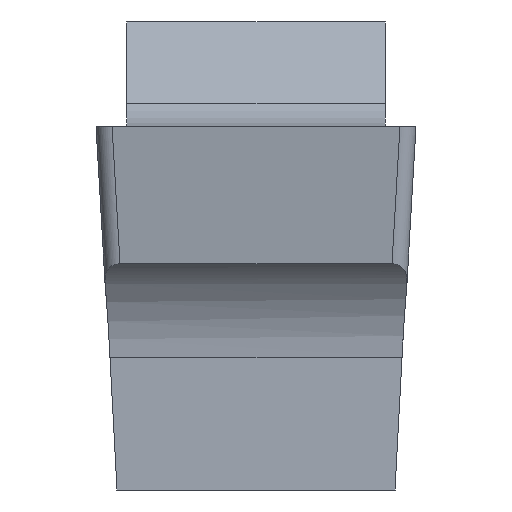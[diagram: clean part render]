
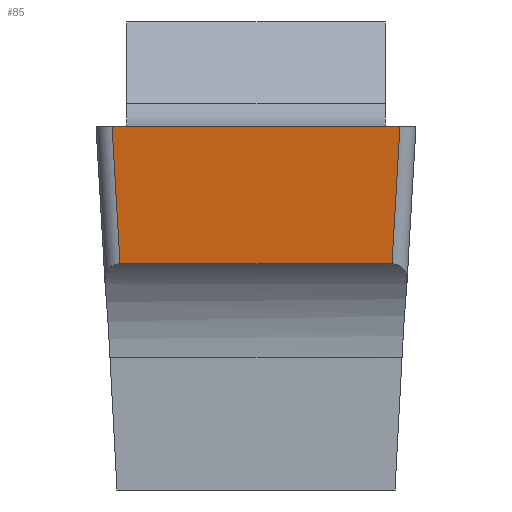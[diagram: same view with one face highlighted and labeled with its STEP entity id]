
A CAD part, front view. The second image highlights one B-rep face of the part: STEP entity #85.
In plain terms, the highlighted planar face has unit normal (0, -0.993, -0.122).
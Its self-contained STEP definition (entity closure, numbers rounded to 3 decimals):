
#85=ADVANCED_FACE('HEAD_NEUTRAL_UDF_SU2',(#149),#117,.F.);
#117=PLANE('',#880);
#149=FACE_OUTER_BOUND('',#189,.T.);
#189=EDGE_LOOP('',(#525,#526,#527,#528));
#264=LINE('',#1351,#342);
#272=LINE('',#1419,#350);
#273=LINE('',#1421,#351);
#274=LINE('',#1423,#352);
#342=VECTOR('',#1017,1.);
#350=VECTOR('',#1055,1.);
#351=VECTOR('',#1056,1.);
#352=VECTOR('',#1057,1.);
#525=ORIENTED_EDGE('',*,*,#763,.T.);
#526=ORIENTED_EDGE('',*,*,#764,.T.);
#527=ORIENTED_EDGE('',*,*,#765,.T.);
#528=ORIENTED_EDGE('',*,*,#748,.F.);
#653=VERTEX_POINT('',#1350);
#654=VERTEX_POINT('',#1352);
#659=VERTEX_POINT('',#1420);
#660=VERTEX_POINT('',#1422);
#748=EDGE_CURVE('',#653,#654,#264,.T.);
#763=EDGE_CURVE('',#653,#659,#272,.T.);
#764=EDGE_CURVE('',#659,#660,#273,.T.);
#765=EDGE_CURVE('',#660,#654,#274,.T.);
#880=AXIS2_PLACEMENT_3D('',#1424,#1058,#1059);
#1017=DIRECTION('',(1.,0.,0.));
#1055=DIRECTION('',(0.057,0.122,-0.991));
#1056=DIRECTION('',(1.,0.,0.));
#1057=DIRECTION('',(0.057,-0.122,0.991));
#1058=DIRECTION('',(0.,0.993,0.122));
#1059=DIRECTION('',(-0.057,0.122,-0.991));
#1350=CARTESIAN_POINT('',(-1.781,-0.4,0.));
#1351=CARTESIAN_POINT('',(0.,-0.4,0.));
#1352=CARTESIAN_POINT('',(1.781,-0.4,0.));
#1419=CARTESIAN_POINT('',(-1.64,-0.1,-2.447));
#1420=CARTESIAN_POINT('',(-1.683,-0.192,-1.696));
#1421=CARTESIAN_POINT('',(10.,-0.192,-1.696));
#1422=CARTESIAN_POINT('',(1.683,-0.192,-1.696));
#1423=CARTESIAN_POINT('',(1.652,-0.125,-2.236));
#1424=CARTESIAN_POINT('',(1.859,-0.124,-2.248));
